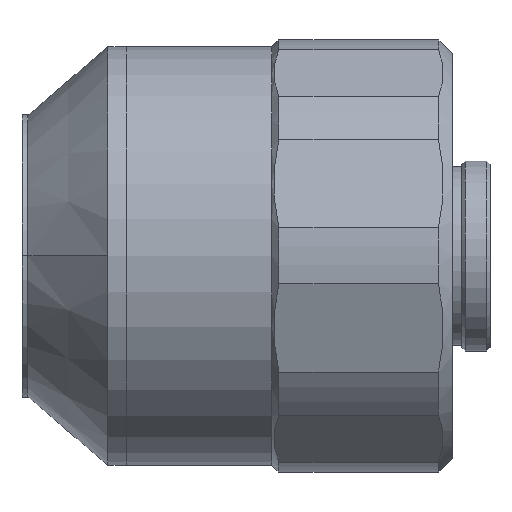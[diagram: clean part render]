
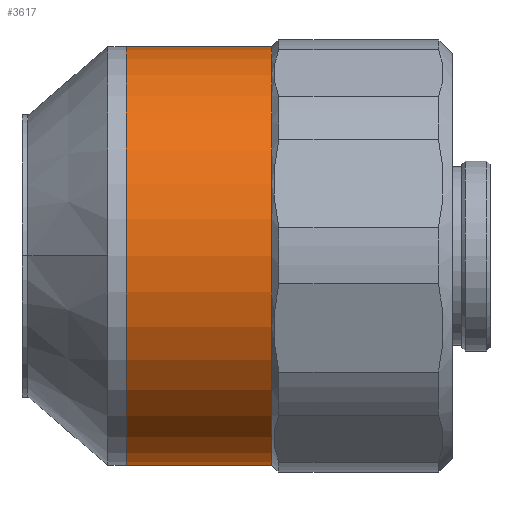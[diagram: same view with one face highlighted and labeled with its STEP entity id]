
A CAD part, top view. The second image highlights one B-rep face of the part: STEP entity #3617.
In plain terms, the highlighted cylindrical face has radius 22.3 mm (diameter 44.6 mm), a partial arc.
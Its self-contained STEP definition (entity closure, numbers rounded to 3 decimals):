
#140 = FACE_OUTER_BOUND ( 'NONE', #4009, .T. ) ;
#141 = CYLINDRICAL_SURFACE ( 'NONE', #728, 22.3 ) ;
#286 = LINE ( 'NONE', #1111, #3750 ) ;
#289 = LINE ( 'NONE', #1137, #3774 ) ;
#665 = EDGE_CURVE ( 'NONE', #2242, #1918, #3769, .T. ) ;
#667 = EDGE_CURVE ( 'NONE', #1866, #1918, #289, .T. ) ;
#668 = EDGE_CURVE ( 'NONE', #1869, #1866, #3753, .T. ) ;
#674 = EDGE_CURVE ( 'NONE', #1869, #2242, #286, .T. ) ;
#728 = AXIS2_PLACEMENT_3D ( 'NONE', #3414, #3413, #3412 ) ;
#901 = CARTESIAN_POINT ( 'NONE',  ( 162.215, 195.729, -49.616 ) ) ;
#962 = CARTESIAN_POINT ( 'NONE',  ( 177.709, 151.129, -49.616 ) ) ;
#965 = CARTESIAN_POINT ( 'NONE',  ( 177.709, 195.729, -49.616 ) ) ;
#1110 = DIRECTION ( 'NONE',  ( -1., 0., 0. ) ) ;
#1111 = CARTESIAN_POINT ( 'NONE',  ( 169.962, 151.129, -49.616 ) ) ;
#1132 = DIRECTION ( 'NONE',  ( 0., -1., 0. ) ) ;
#1133 = DIRECTION ( 'NONE',  ( -1., 0., 0. ) ) ;
#1134 = CARTESIAN_POINT ( 'NONE',  ( 177.709, 173.429, -49.616 ) ) ;
#1136 = DIRECTION ( 'NONE',  ( -1., 0., 0. ) ) ;
#1137 = CARTESIAN_POINT ( 'NONE',  ( 169.962, 195.729, -49.616 ) ) ;
#1144 = DIRECTION ( 'NONE',  ( 0., -1., 0. ) ) ;
#1145 = DIRECTION ( 'NONE',  ( -1., 0., 0. ) ) ;
#1146 = CARTESIAN_POINT ( 'NONE',  ( 162.215, 173.429, -49.616 ) ) ;
#1158 = CARTESIAN_POINT ( 'NONE',  ( 162.215, 151.129, -49.616 ) ) ;
#1866 = VERTEX_POINT ( 'NONE', #965 ) ;
#1869 = VERTEX_POINT ( 'NONE', #962 ) ;
#1918 = VERTEX_POINT ( 'NONE', #901 ) ;
#2242 = VERTEX_POINT ( 'NONE', #1158 ) ;
#2815 = ORIENTED_EDGE ( 'NONE', *, *, #668, .T. ) ;
#2816 = ORIENTED_EDGE ( 'NONE', *, *, #665, .F. ) ;
#2817 = ORIENTED_EDGE ( 'NONE', *, *, #667, .T. ) ;
#2818 = ORIENTED_EDGE ( 'NONE', *, *, #674, .F. ) ;
#3412 = DIRECTION ( 'NONE',  ( 0., -1., 0. ) ) ;
#3413 = DIRECTION ( 'NONE',  ( -1., 0., 0. ) ) ;
#3414 = CARTESIAN_POINT ( 'NONE',  ( 169.962, 173.429, -49.616 ) ) ;
#3617 = ADVANCED_FACE ( 'NONE', ( #140 ), #141, .T. ) ;
#3750 = VECTOR ( 'NONE', #1110, 1000. ) ;
#3753 = CIRCLE ( 'NONE', #3756, 22.3 ) ;
#3756 = AXIS2_PLACEMENT_3D ( 'NONE', #1134, #1133, #1132 ) ;
#3765 = AXIS2_PLACEMENT_3D ( 'NONE', #1146, #1145, #1144 ) ;
#3769 = CIRCLE ( 'NONE', #3765, 22.3 ) ;
#3774 = VECTOR ( 'NONE', #1136, 1000. ) ;
#4009 = EDGE_LOOP ( 'NONE', ( #2815, #2817, #2816, #2818 ) ) ;
